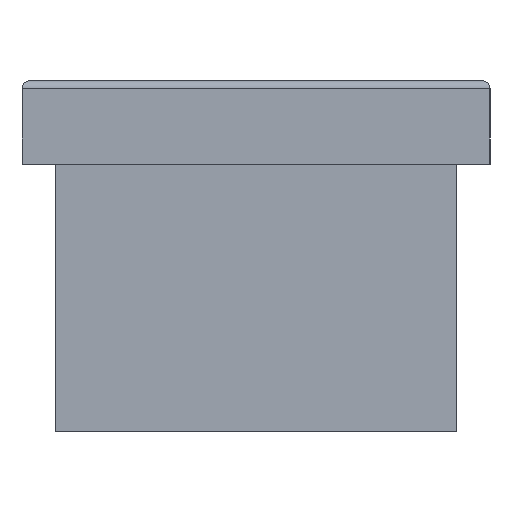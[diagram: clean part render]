
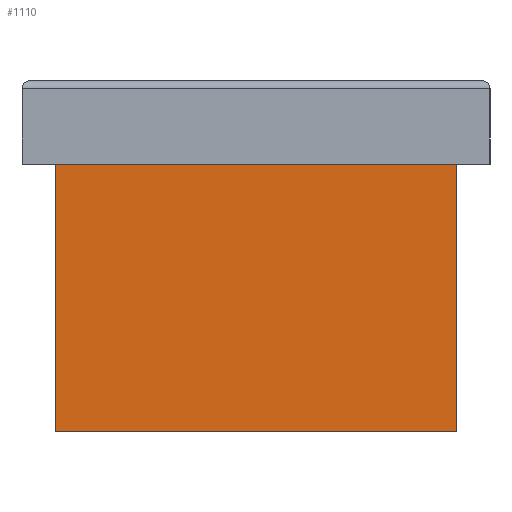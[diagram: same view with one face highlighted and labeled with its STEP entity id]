
A CAD part, left-side view. The second image highlights one B-rep face of the part: STEP entity #1110.
In plain terms, the highlighted planar face has unit normal (-1, 0, 0).
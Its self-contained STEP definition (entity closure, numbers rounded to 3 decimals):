
#112 = ORIENTED_EDGE ( 'NONE', *, *, #3308, .F. ) ;
#247 = CARTESIAN_POINT ( 'NONE',  ( 2., 26., 0. ) ) ;
#444 = VECTOR ( 'NONE', #6740, 1000. ) ;
#547 = AXIS2_PLACEMENT_3D ( 'NONE', #3684, #5610, #1181 ) ;
#648 = LINE ( 'NONE', #1695, #2017 ) ;
#1047 = EDGE_CURVE ( 'NONE', #1207, #7338, #648, .T. ) ;
#1110 = ADVANCED_FACE ( 'NONE', ( #5456 ), #4904, .F. ) ;
#1181 = DIRECTION ( 'NONE',  ( 0., 0., -1. ) ) ;
#1207 = VERTEX_POINT ( 'NONE', #3038 ) ;
#1695 = CARTESIAN_POINT ( 'NONE',  ( 2., 2., -16. ) ) ;
#1739 = CARTESIAN_POINT ( 'NONE',  ( 2., 2., 0. ) ) ;
#2017 = VECTOR ( 'NONE', #2955, 1000. ) ;
#2345 = CARTESIAN_POINT ( 'NONE',  ( 2., 26., -16. ) ) ;
#2527 = ORIENTED_EDGE ( 'NONE', *, *, #3942, .T. ) ;
#2955 = DIRECTION ( 'NONE',  ( 0., 0., 1. ) ) ;
#3038 = CARTESIAN_POINT ( 'NONE',  ( 2., 2., -16. ) ) ;
#3308 = EDGE_CURVE ( 'NONE', #1207, #7946, #4339, .T. ) ;
#3594 = DIRECTION ( 'NONE',  ( 0., 1., 0. ) ) ;
#3644 = ORIENTED_EDGE ( 'NONE', *, *, #4571, .F. ) ;
#3650 = VECTOR ( 'NONE', #6925, 1000. ) ;
#3684 = CARTESIAN_POINT ( 'NONE',  ( 2., 2., -16. ) ) ;
#3942 = EDGE_CURVE ( 'NONE', #7338, #8006, #5839, .T. ) ;
#4339 = LINE ( 'NONE', #4948, #3650 ) ;
#4427 = LINE ( 'NONE', #2345, #444 ) ;
#4554 = CARTESIAN_POINT ( 'NONE',  ( 2., 26., -16. ) ) ;
#4571 = EDGE_CURVE ( 'NONE', #7946, #8006, #4427, .T. ) ;
#4815 = ORIENTED_EDGE ( 'NONE', *, *, #1047, .T. ) ;
#4904 = PLANE ( 'NONE',  #547 ) ;
#4948 = CARTESIAN_POINT ( 'NONE',  ( 2., 2., -16. ) ) ;
#5232 = CARTESIAN_POINT ( 'NONE',  ( 2., 2., 0. ) ) ;
#5456 = FACE_OUTER_BOUND ( 'NONE', #5999, .T. ) ;
#5610 = DIRECTION ( 'NONE',  ( 1., 0., 0. ) ) ;
#5839 = LINE ( 'NONE', #1739, #7953 ) ;
#5999 = EDGE_LOOP ( 'NONE', ( #2527, #3644, #112, #4815 ) ) ;
#6740 = DIRECTION ( 'NONE',  ( 0., 0., 1. ) ) ;
#6925 = DIRECTION ( 'NONE',  ( 0., 1., 0. ) ) ;
#7338 = VERTEX_POINT ( 'NONE', #5232 ) ;
#7946 = VERTEX_POINT ( 'NONE', #4554 ) ;
#7953 = VECTOR ( 'NONE', #3594, 1000. ) ;
#8006 = VERTEX_POINT ( 'NONE', #247 ) ;
